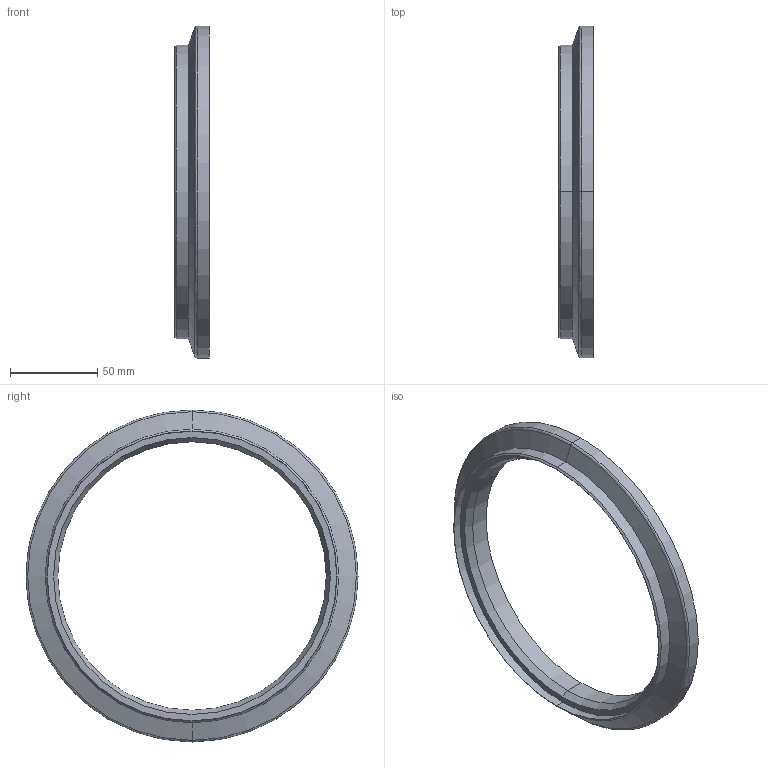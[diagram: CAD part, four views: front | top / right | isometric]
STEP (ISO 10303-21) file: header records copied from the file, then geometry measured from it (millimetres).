
FILE_DESCRIPTION( (''), '2;1');
FILE_NAME ('CAD714.4156.VP3160_23046.stp','2016-04-01T16:13:05',(''),(''),'spGate 11.3.9','spGate','');
FILE_SCHEMA (('AUTOMOTIVE_DESIGN'));
Length unit declared in the file: millimetre
Bounding box: 20 x 190 x 190 mm (x, y, z)
Volume: 116476.2 mm3; surface area: 37593 mm2
Topology: 1 solids, 1 shells, 19 faces, 38 edges, 22 vertices
Faces by surface type: cylinder 8, bspline 8, plane 3
Entity records: 897 total; most frequent: CARTESIAN_POINT 199, ORIENTED_EDGE 76, DIRECTION 66, COLOUR_RGB 58, PRESENTATION_STYLE_ASSIGNMENT 58, STYLED_ITEM 58, EDGE_CURVE 38, DRAUGHTING_PRE_DEFINED_CURVE_FONT 38
